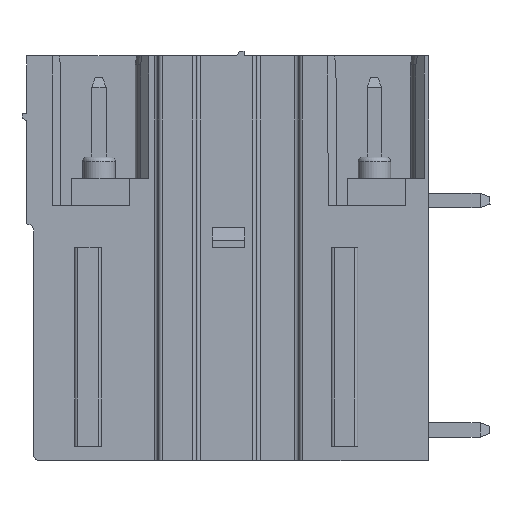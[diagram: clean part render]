
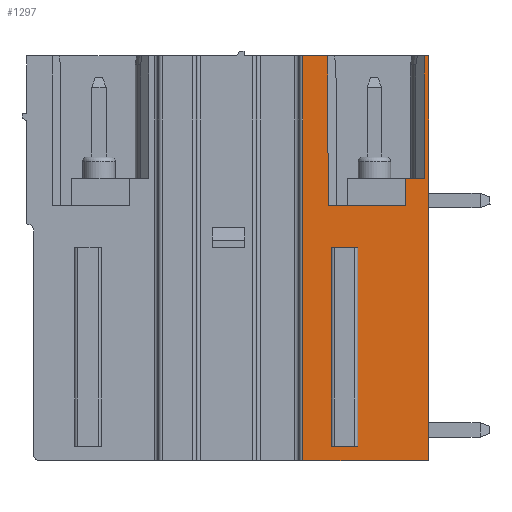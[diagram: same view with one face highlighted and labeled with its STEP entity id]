
A CAD part, left-side view. The second image highlights one B-rep face of the part: STEP entity #1297.
In plain terms, the highlighted planar face has unit normal (-1, 0, 0).
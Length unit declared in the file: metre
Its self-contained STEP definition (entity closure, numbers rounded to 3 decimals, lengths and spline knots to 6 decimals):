
#1297=ADVANCED_FACE('',(#3249,#3250),#3251,.F.);
#3249=FACE_OUTER_BOUND('',#5944,.T.);
#3250=FACE_BOUND('',#5945,.T.);
#3251=PLANE('',#5946);
#4969=VERTEX_POINT('',#8107);
#5944=EDGE_LOOP('',(#9501,#9502,#9503,#9504,#9505,#9506,#9507,#9508,#9509,#9510));
#5945=EDGE_LOOP('',(#9511,#9512,#9513,#9514));
#5946=AXIS2_PLACEMENT_3D('',#9515,#9516,#9517);
#8107=CARTESIAN_POINT('',(0.,0.0013,-0.006798));
#9501=ORIENTED_EDGE('',*,*,#13885,.T.);
#9502=ORIENTED_EDGE('',*,*,#13886,.T.);
#9503=ORIENTED_EDGE('',*,*,#13887,.F.);
#9504=ORIENTED_EDGE('',*,*,#13888,.T.);
#9505=ORIENTED_EDGE('',*,*,#13333,.F.);
#9506=ORIENTED_EDGE('',*,*,#13889,.T.);
#9507=ORIENTED_EDGE('',*,*,#13890,.T.);
#9508=ORIENTED_EDGE('',*,*,#13891,.T.);
#9509=ORIENTED_EDGE('',*,*,#13892,.T.);
#9510=ORIENTED_EDGE('',*,*,#13893,.T.);
#9511=ORIENTED_EDGE('',*,*,#13894,.T.);
#9512=ORIENTED_EDGE('',*,*,#13817,.F.);
#9513=ORIENTED_EDGE('',*,*,#13895,.F.);
#9514=ORIENTED_EDGE('',*,*,#13896,.T.);
#9515=CARTESIAN_POINT('',(0.,0.,0.));
#9516=DIRECTION('',(1.0,0.,0.));
#9517=DIRECTION('',(0.,0.,-1.0));
#13333=EDGE_CURVE('',#14906,#14908,#14909,.T.);
#13817=EDGE_CURVE('',#15647,#15649,#15650,.T.);
#13885=EDGE_CURVE('',#15749,#15750,#15751,.T.);
#13886=EDGE_CURVE('',#15750,#15752,#15753,.T.);
#13887=EDGE_CURVE('',#4969,#15752,#15754,.T.);
#13888=EDGE_CURVE('',#4969,#14908,#15755,.T.);
#13889=EDGE_CURVE('',#14906,#15756,#15757,.T.);
#13890=EDGE_CURVE('',#15756,#15758,#15759,.T.);
#13891=EDGE_CURVE('',#15758,#15760,#15761,.F.);
#13892=EDGE_CURVE('',#15760,#15762,#15763,.T.);
#13893=EDGE_CURVE('',#15762,#15749,#15764,.T.);
#13894=EDGE_CURVE('',#15765,#15649,#15766,.T.);
#13895=EDGE_CURVE('',#15767,#15647,#15768,.T.);
#13896=EDGE_CURVE('',#15767,#15765,#15769,.T.);
#14906=VERTEX_POINT('',#17021);
#14908=VERTEX_POINT('',#17024);
#14909=LINE('',#17025,#17026);
#15647=VERTEX_POINT('',#18166);
#15649=VERTEX_POINT('',#18168);
#15650=LINE('',#18169,#18170);
#15749=VERTEX_POINT('',#18313);
#15750=VERTEX_POINT('',#18314);
#15751=LINE('',#18315,#18316);
#15752=VERTEX_POINT('',#18317);
#15753=LINE('',#18318,#18319);
#15754=LINE('',#18320,#18321);
#15755=LINE('',#18322,#18323);
#15756=VERTEX_POINT('',#18324);
#15757=LINE('',#18325,#18326);
#15758=VERTEX_POINT('',#18327);
#15759=LINE('',#18328,#18329);
#15760=VERTEX_POINT('',#18330);
#15761=LINE('',#18331,#18332);
#15762=VERTEX_POINT('',#18333);
#15763=LINE('',#18334,#18335);
#15764=LINE('',#18336,#18337);
#15765=VERTEX_POINT('',#18338);
#15766=LINE('',#18339,#18340);
#15767=VERTEX_POINT('',#18341);
#15768=LINE('',#18342,#18343);
#15769=LINE('',#18344,#18345);
#17021=CARTESIAN_POINT('',(0.,0.00556,-0.008298));
#17024=CARTESIAN_POINT('',(0.,0.0013,-0.008298));
#17025=CARTESIAN_POINT('',(0.,0.,-0.008298));
#17026=VECTOR('',#20018,1.0);
#18166=CARTESIAN_POINT('',(0.,0.005296,-0.0216));
#18168=CARTESIAN_POINT('',(0.,0.004004,-0.0216));
#18169=CARTESIAN_POINT('',(0.,0.00251,-0.0216));
#18170=VECTOR('',#20437,1.0);
#18313=CARTESIAN_POINT('',(0.,0.,0.0));
#18314=CARTESIAN_POINT('',(0.,0.00025,0.));
#18315=CARTESIAN_POINT('',(0.,0.010211,0.));
#18316=VECTOR('',#20497,1.0);
#18317=CARTESIAN_POINT('',(0.,0.00025,-0.006798));
#18318=CARTESIAN_POINT('',(0.,0.00025,0.));
#18319=VECTOR('',#20498,1.0);
#18320=CARTESIAN_POINT('',(0.,0.,-0.006798));
#18321=VECTOR('',#20499,1.0);
#18322=CARTESIAN_POINT('',(0.,0.0013,0.));
#18323=VECTOR('',#20500,1.0);
#18324=CARTESIAN_POINT('',(0.,0.005575,0.));
#18325=CARTESIAN_POINT('',(0.,0.005575,-0.00001));
#18326=VECTOR('',#20501,1.0);
#18327=CARTESIAN_POINT('',(0.,0.006962,0.));
#18328=CARTESIAN_POINT('',(0.,0.010211,0.));
#18329=VECTOR('',#20502,1.0);
#18330=CARTESIAN_POINT('',(0.,0.006962,-0.0224));
#18331=CARTESIAN_POINT('',(0.,0.006962,-0.022401));
#18332=VECTOR('',#20503,1.0);
#18333=CARTESIAN_POINT('',(0.,0.,-0.0224));
#18334=CARTESIAN_POINT('',(0.,0.015152,-0.0224));
#18335=VECTOR('',#20504,1.0);
#18336=CARTESIAN_POINT('',(0.,0.0,0.000003));
#18337=VECTOR('',#20505,1.0);
#18338=CARTESIAN_POINT('',(0.,0.004004,-0.0106));
#18339=CARTESIAN_POINT('',(0.,0.004004,-0.01674));
#18340=VECTOR('',#20506,1.0);
#18341=CARTESIAN_POINT('',(0.,0.005296,-0.0106));
#18342=CARTESIAN_POINT('',(0.,0.005296,-0.0219));
#18343=VECTOR('',#20507,1.0);
#18344=CARTESIAN_POINT('',(0.,0.0043,-0.0106));
#18345=VECTOR('',#20508,1.0);
#20018=DIRECTION('',(0.,-1.0,0.));
#20437=DIRECTION('',(0.,-1.0,0.));
#20497=DIRECTION('',(0.,1.0,0.));
#20498=DIRECTION('',(0.,0.,-1.0));
#20499=DIRECTION('',(0.,-1.0,0.));
#20500=DIRECTION('',(0.,0.,-1.0));
#20501=DIRECTION('',(0.,0.002,1.));
#20502=DIRECTION('',(0.,1.0,0.));
#20503=DIRECTION('',(0.,0.,1.0));
#20504=DIRECTION('',(0.,-1.0,0.));
#20505=DIRECTION('',(0.,0.,1.0));
#20506=DIRECTION('',(0.,0.,-1.0));
#20507=DIRECTION('',(0.,0.,-1.0));
#20508=DIRECTION('',(0.,-1.0,0.));
